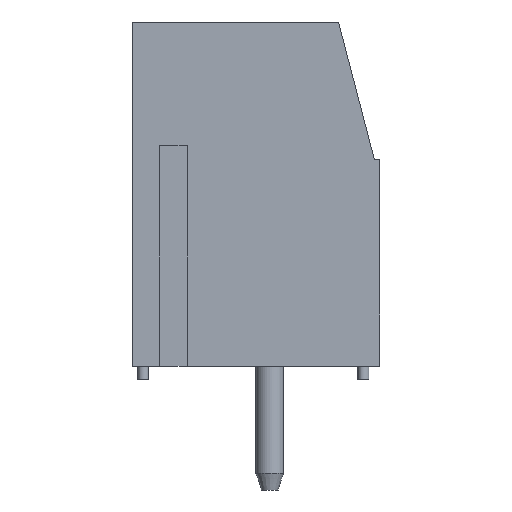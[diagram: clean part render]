
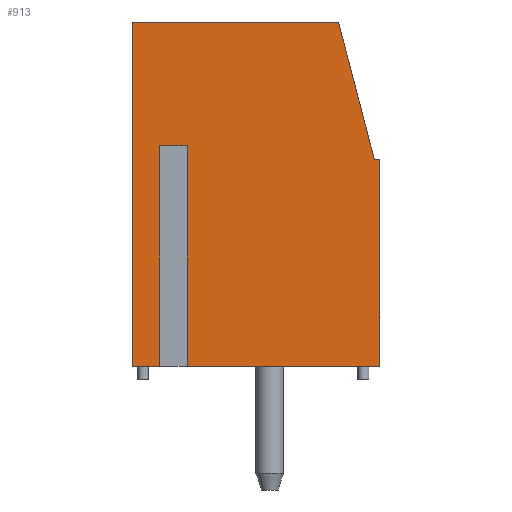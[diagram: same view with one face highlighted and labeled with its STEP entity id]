
A CAD part, left-side view. The second image highlights one B-rep face of the part: STEP entity #913.
In plain terms, the highlighted planar face has unit normal (-1, 0, 0).
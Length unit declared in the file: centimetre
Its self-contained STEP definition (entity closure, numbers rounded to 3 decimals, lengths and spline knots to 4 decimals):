
#194=VERTEX_POINT('',#1220);
#195=VERTEX_POINT('',#1222);
#198=VERTEX_POINT('',#1228);
#199=VERTEX_POINT('',#1229);
#201=VERTEX_POINT('',#1234);
#204=VERTEX_POINT('',#1244);
#245=VERTEX_POINT('',#1468);
#247=VERTEX_POINT('',#1474);
#249=VERTEX_POINT('',#1480);
#251=VERTEX_POINT('',#1486);
#267=VECTOR('',#1020,1.);
#274=VECTOR('',#1028,1.);
#278=VECTOR('',#1034,1.);
#279=VECTOR('',#1036,1.);
#314=VECTOR('',#1152,1.);
#317=VECTOR('',#1156,1.);
#320=VECTOR('',#1160,1.);
#323=VECTOR('',#1164,1.);
#325=VECTOR('',#1167,1.);
#341=LINE('',#1221,#267);
#348=LINE('',#1237,#274);
#352=LINE('',#1245,#278);
#353=LINE('',#1247,#279);
#388=LINE('',#1469,#314);
#391=LINE('',#1475,#317);
#394=LINE('',#1481,#320);
#397=LINE('',#1487,#323);
#399=LINE('',#1490,#325);
#421=EDGE_CURVE('',#194,#195,#341,.T.);
#425=EDGE_CURVE('',#198,#199,#341,.T.);
#430=EDGE_CURVE('',#201,#195,#348,.T.);
#434=EDGE_CURVE('',#198,#204,#352,.T.);
#435=EDGE_CURVE('',#204,#201,#353,.T.);
#494=EDGE_CURVE('',#245,#194,#388,.T.);
#497=EDGE_CURVE('',#247,#245,#391,.T.);
#500=EDGE_CURVE('',#249,#247,#394,.T.);
#503=EDGE_CURVE('',#251,#249,#397,.T.);
#505=EDGE_CURVE('',#199,#251,#399,.T.);
#710=ORIENTED_EDGE('',*,*,#430,.T.);
#711=ORIENTED_EDGE('',*,*,#421,.F.);
#712=ORIENTED_EDGE('',*,*,#494,.F.);
#713=ORIENTED_EDGE('',*,*,#497,.F.);
#714=ORIENTED_EDGE('',*,*,#500,.F.);
#715=ORIENTED_EDGE('',*,*,#503,.F.);
#716=ORIENTED_EDGE('',*,*,#505,.F.);
#717=ORIENTED_EDGE('',*,*,#425,.F.);
#718=ORIENTED_EDGE('',*,*,#434,.T.);
#719=ORIENTED_EDGE('',*,*,#435,.T.);
#790=EDGE_LOOP('',(#710,#711,#712,#713,#714,#715,#716,#717,#718,#719));
#861=FACE_BOUND('',#790,.T.);
#913=ADVANCED_FACE('',(#861),#1534,.F.);
#985=AXIS2_PLACEMENT_3D('',#1492,#1169,$);
#1020=DIRECTION('',(0.,1.,0.));
#1028=DIRECTION('',(0.,0.,-1.));
#1034=DIRECTION('',(0.,0.,1.));
#1036=DIRECTION('',(0.,-1.,0.));
#1152=DIRECTION('',(0.,0.,-1.));
#1156=DIRECTION('',(0.,-1.,0.));
#1160=DIRECTION('',(0.,-0.252,-0.968));
#1164=DIRECTION('',(0.,-1.,0.));
#1167=DIRECTION('',(0.,0.,1.));
#1169=DIRECTION('',(1.,0.,0.));
#1220=CARTESIAN_POINT('',(-0.254,-0.4,0.05));
#1221=CARTESIAN_POINT('',(-0.254,-0.4,0.05));
#1222=CARTESIAN_POINT('',(-0.254,0.3,0.05));
#1228=CARTESIAN_POINT('',(-0.254,0.4,0.05));
#1229=CARTESIAN_POINT('',(-0.254,0.5,0.05));
#1234=CARTESIAN_POINT('',(-0.254,0.3,0.85));
#1237=CARTESIAN_POINT('',(-0.254,0.3,0.3523));
#1244=CARTESIAN_POINT('',(-0.254,0.4,0.85));
#1245=CARTESIAN_POINT('',(-0.254,0.4,0.3523));
#1247=CARTESIAN_POINT('',(-0.254,0.21,0.85));
#1468=CARTESIAN_POINT('',(-0.254,-0.4,0.8));
#1469=CARTESIAN_POINT('',(-0.254,-0.4,0.8));
#1474=CARTESIAN_POINT('',(-0.254,-0.38,0.8));
#1475=CARTESIAN_POINT('',(-0.254,-0.38,0.8));
#1480=CARTESIAN_POINT('',(-0.254,-0.25,1.3));
#1481=CARTESIAN_POINT('',(-0.254,-0.25,1.3));
#1486=CARTESIAN_POINT('',(-0.254,0.5,1.3));
#1487=CARTESIAN_POINT('',(-0.254,0.5,1.3));
#1490=CARTESIAN_POINT('',(-0.254,0.5,0.05));
#1492=CARTESIAN_POINT('',(-0.254,0.07,0.6547));
#1534=PLANE('',#985);
